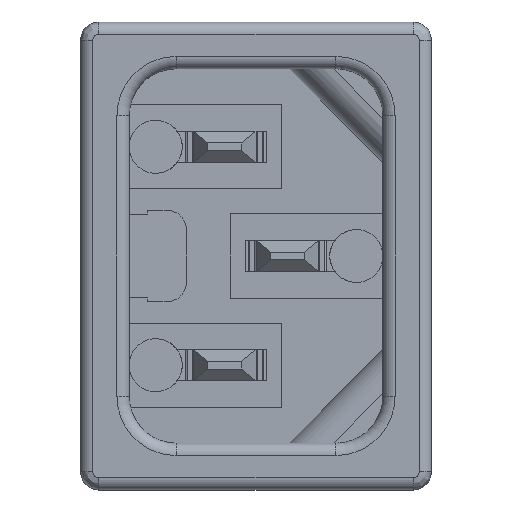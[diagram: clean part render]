
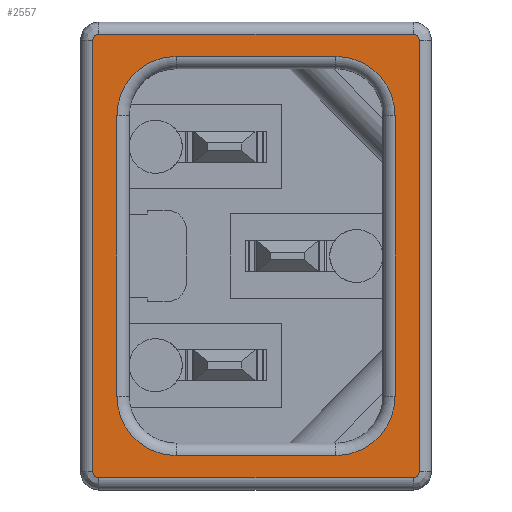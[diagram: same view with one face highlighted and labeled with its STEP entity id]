
A CAD part, front view. The second image highlights one B-rep face of the part: STEP entity #2557.
In plain terms, the highlighted planar face has unit normal (0, -1, 0).
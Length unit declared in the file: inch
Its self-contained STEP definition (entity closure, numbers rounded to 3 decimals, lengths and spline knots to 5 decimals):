
#81 = EDGE_CURVE ( 'NONE', #900, #12225, #6567, .T. ) ;
#313 = LINE ( 'NONE', #11128, #11838 ) ;
#326 = DIRECTION ( 'NONE',  ( 0., -1., 0. ) ) ;
#346 = DIRECTION ( 'NONE',  ( 0., -1., 0. ) ) ;
#429 = DIRECTION ( 'NONE',  ( 0., -1., 0. ) ) ;
#468 = CARTESIAN_POINT ( 'NONE',  ( 0.20177, 0., 0.50354 ) ) ;
#632 = DIRECTION ( 'NONE',  ( 0., -1., 0. ) ) ;
#673 = DIRECTION ( 'NONE',  ( -1., 0., 0. ) ) ;
#900 = VERTEX_POINT ( 'NONE', #8652 ) ;
#951 = ORIENTED_EDGE ( 'NONE', *, *, #81, .T. ) ;
#1138 = LINE ( 'NONE', #10012, #3667 ) ;
#1196 = DIRECTION ( 'NONE',  ( 0., 0., -1. ) ) ;
#1201 = CARTESIAN_POINT ( 'NONE',  ( 0.39685, 0., -0.55945 ) ) ;
#1299 = VERTEX_POINT ( 'NONE', #10662 ) ;
#1532 = LINE ( 'NONE', #3621, #7466 ) ;
#1589 = VERTEX_POINT ( 'NONE', #1201 ) ;
#1749 = CARTESIAN_POINT ( 'NONE',  ( 0.20177, 0., 0.50354 ) ) ;
#1795 = AXIS2_PLACEMENT_3D ( 'NONE', #3771, #4676, #5720 ) ;
#1843 = CARTESIAN_POINT ( 'NONE',  ( -0.39685, 0., -0.55945 ) ) ;
#1878 = CARTESIAN_POINT ( 'NONE',  ( -0.20177, 0., -0.50354 ) ) ;
#1914 = EDGE_CURVE ( 'NONE', #12349, #12225, #8998, .T. ) ;
#2038 = CARTESIAN_POINT ( 'NONE',  ( 0.39685, 0., -0.54449 ) ) ;
#2074 = DIRECTION ( 'NONE',  ( 1., 0., 0. ) ) ;
#2495 = ORIENTED_EDGE ( 'NONE', *, *, #10043, .F. ) ;
#2502 = ORIENTED_EDGE ( 'NONE', *, *, #3899, .F. ) ;
#2557 = ADVANCED_FACE ( 'NONE', ( #8766, #9757 ), #6747, .F. ) ;
#2569 = VERTEX_POINT ( 'NONE', #4813 ) ;
#2722 = DIRECTION ( 'NONE',  ( 1., 0., 0. ) ) ;
#2728 = CARTESIAN_POINT ( 'NONE',  ( 0.20177, 0., -0.50354 ) ) ;
#2929 = ORIENTED_EDGE ( 'NONE', *, *, #1914, .F. ) ;
#3093 = EDGE_CURVE ( 'NONE', #1589, #2569, #12744, .T. ) ;
#3253 = ORIENTED_EDGE ( 'NONE', *, *, #6737, .F. ) ;
#3399 = ORIENTED_EDGE ( 'NONE', *, *, #7096, .F. ) ;
#3547 = EDGE_CURVE ( 'NONE', #10190, #9959, #8651, .T. ) ;
#3621 = CARTESIAN_POINT ( 'NONE',  ( 0.39685, 0., -0.55945 ) ) ;
#3641 = VECTOR ( 'NONE', #10779, 39.37008 ) ;
#3667 = VECTOR ( 'NONE', #4153, 39.37008 ) ;
#3771 = CARTESIAN_POINT ( 'NONE',  ( -0.20177, 0., -0.35433 ) ) ;
#3871 = AXIS2_PLACEMENT_3D ( 'NONE', #11501, #11637, #2722 ) ;
#3899 = EDGE_CURVE ( 'NONE', #4151, #10190, #12561, .T. ) ;
#4035 = ORIENTED_EDGE ( 'NONE', *, *, #7121, .F. ) ;
#4045 = AXIS2_PLACEMENT_3D ( 'NONE', #6490, #4546, #8569 ) ;
#4151 = VERTEX_POINT ( 'NONE', #7196 ) ;
#4153 = DIRECTION ( 'NONE',  ( 0., 0., 1. ) ) ;
#4280 = CIRCLE ( 'NONE', #10730, 0.01496 ) ;
#4354 = DIRECTION ( 'NONE',  ( 1., 0., 0. ) ) ;
#4546 = DIRECTION ( 'NONE',  ( 0., -1., 0. ) ) ;
#4676 = DIRECTION ( 'NONE',  ( 0., -1., 0. ) ) ;
#4710 = ORIENTED_EDGE ( 'NONE', *, *, #11561, .F. ) ;
#4813 = CARTESIAN_POINT ( 'NONE',  ( 0.41181, 0., -0.54449 ) ) ;
#5044 = DIRECTION ( 'NONE',  ( 0., -1., 0. ) ) ;
#5077 = CARTESIAN_POINT ( 'NONE',  ( -0.41181, 0., 0.54449 ) ) ;
#5245 = CARTESIAN_POINT ( 'NONE',  ( 0.20177, 0., -0.35433 ) ) ;
#5408 = LINE ( 'NONE', #6191, #10596 ) ;
#5527 = DIRECTION ( 'NONE',  ( 0., 0., 1. ) ) ;
#5720 = DIRECTION ( 'NONE',  ( -1., 0., 0. ) ) ;
#5766 = VECTOR ( 'NONE', #5527, 39.37008 ) ;
#5867 = ORIENTED_EDGE ( 'NONE', *, *, #6017, .T. ) ;
#6008 = CIRCLE ( 'NONE', #6453, 0.01496 ) ;
#6017 = EDGE_CURVE ( 'NONE', #12349, #8105, #4280, .T. ) ;
#6040 = VERTEX_POINT ( 'NONE', #12113 ) ;
#6113 = CARTESIAN_POINT ( 'NONE',  ( -0.20177, 0., -0.50354 ) ) ;
#6162 = ORIENTED_EDGE ( 'NONE', *, *, #9860, .F. ) ;
#6191 = CARTESIAN_POINT ( 'NONE',  ( -0.35098, 0., 0.35433 ) ) ;
#6244 = ORIENTED_EDGE ( 'NONE', *, *, #11536, .F. ) ;
#6245 = CIRCLE ( 'NONE', #7057, 0.14921 ) ;
#6256 = DIRECTION ( 'NONE',  ( 0., 0., -1. ) ) ;
#6414 = EDGE_CURVE ( 'NONE', #11865, #8323, #12890, .T. ) ;
#6453 = AXIS2_PLACEMENT_3D ( 'NONE', #7765, #10703, #10775 ) ;
#6490 = CARTESIAN_POINT ( 'NONE',  ( 0.20177, 0., 0.35433 ) ) ;
#6567 = CIRCLE ( 'NONE', #8016, 0.01496 ) ;
#6617 = EDGE_CURVE ( 'NONE', #6040, #11865, #9276, .T. ) ;
#6737 = EDGE_CURVE ( 'NONE', #1299, #8105, #1138, .T. ) ;
#6747 = PLANE ( 'NONE',  #3871 ) ;
#6794 = AXIS2_PLACEMENT_3D ( 'NONE', #8641, #632, #11448 ) ;
#6872 = EDGE_LOOP ( 'NONE', ( #5867, #3253, #11330, #6162, #11298, #6244, #951, #2929 ) ) ;
#6993 = CIRCLE ( 'NONE', #6794, 0.14921 ) ;
#7057 = AXIS2_PLACEMENT_3D ( 'NONE', #5245, #346, #1196 ) ;
#7096 = EDGE_CURVE ( 'NONE', #9484, #4151, #9370, .T. ) ;
#7121 = EDGE_CURVE ( 'NONE', #9959, #7502, #6993, .T. ) ;
#7196 = CARTESIAN_POINT ( 'NONE',  ( 0.35098, 0., 0.35433 ) ) ;
#7466 = VECTOR ( 'NONE', #673, 39.37008 ) ;
#7502 = VERTEX_POINT ( 'NONE', #11667 ) ;
#7601 = CARTESIAN_POINT ( 'NONE',  ( 0.35098, 0., -0.35433 ) ) ;
#7676 = CARTESIAN_POINT ( 'NONE',  ( 0.35098, 0., -0.35433 ) ) ;
#7765 = CARTESIAN_POINT ( 'NONE',  ( -0.39685, 0., -0.54449 ) ) ;
#8016 = AXIS2_PLACEMENT_3D ( 'NONE', #12219, #429, #4354 ) ;
#8105 = VERTEX_POINT ( 'NONE', #5077 ) ;
#8323 = VERTEX_POINT ( 'NONE', #2728 ) ;
#8396 = VECTOR ( 'NONE', #9707, 39.37008 ) ;
#8569 = DIRECTION ( 'NONE',  ( 1., 0., 0. ) ) ;
#8641 = CARTESIAN_POINT ( 'NONE',  ( -0.20177, 0., 0.35433 ) ) ;
#8651 = LINE ( 'NONE', #1749, #8396 ) ;
#8652 = CARTESIAN_POINT ( 'NONE',  ( 0.41181, 0., 0.54449 ) ) ;
#8766 = FACE_BOUND ( 'NONE', #12056, .T. ) ;
#8998 = LINE ( 'NONE', #11996, #3641 ) ;
#9007 = CARTESIAN_POINT ( 'NONE',  ( -0.20177, 0., 0.50354 ) ) ;
#9069 = DIRECTION ( 'NONE',  ( 0., 0., -1. ) ) ;
#9264 = ORIENTED_EDGE ( 'NONE', *, *, #3547, .F. ) ;
#9276 = CIRCLE ( 'NONE', #1795, 0.14921 ) ;
#9370 = LINE ( 'NONE', #7601, #5766 ) ;
#9484 = VERTEX_POINT ( 'NONE', #7676 ) ;
#9707 = DIRECTION ( 'NONE',  ( -1., 0., 0. ) ) ;
#9757 = FACE_OUTER_BOUND ( 'NONE', #6872, .T. ) ;
#9860 = EDGE_CURVE ( 'NONE', #1589, #10885, #1532, .T. ) ;
#9959 = VERTEX_POINT ( 'NONE', #9007 ) ;
#9985 = CARTESIAN_POINT ( 'NONE',  ( -0.39685, 0., 0.54449 ) ) ;
#10012 = CARTESIAN_POINT ( 'NONE',  ( -0.41181, 0., -0.54449 ) ) ;
#10043 = EDGE_CURVE ( 'NONE', #8323, #9484, #6245, .T. ) ;
#10057 = ORIENTED_EDGE ( 'NONE', *, *, #6414, .F. ) ;
#10107 = DIRECTION ( 'NONE',  ( 0., 0., 1. ) ) ;
#10190 = VERTEX_POINT ( 'NONE', #468 ) ;
#10441 = EDGE_CURVE ( 'NONE', #1299, #10885, #6008, .T. ) ;
#10596 = VECTOR ( 'NONE', #6256, 39.37008 ) ;
#10662 = CARTESIAN_POINT ( 'NONE',  ( -0.41181, 0., -0.54449 ) ) ;
#10703 = DIRECTION ( 'NONE',  ( 0., -1., 0. ) ) ;
#10730 = AXIS2_PLACEMENT_3D ( 'NONE', #9985, #326, #10107 ) ;
#10775 = DIRECTION ( 'NONE',  ( -1., 0., 0. ) ) ;
#10779 = DIRECTION ( 'NONE',  ( 1., 0., 0. ) ) ;
#10885 = VERTEX_POINT ( 'NONE', #1843 ) ;
#11128 = CARTESIAN_POINT ( 'NONE',  ( 0.41181, 0., 0.54449 ) ) ;
#11150 = CARTESIAN_POINT ( 'NONE',  ( 0.39685, 0., 0.55945 ) ) ;
#11278 = CARTESIAN_POINT ( 'NONE',  ( -0.39685, 0., 0.55945 ) ) ;
#11298 = ORIENTED_EDGE ( 'NONE', *, *, #3093, .T. ) ;
#11330 = ORIENTED_EDGE ( 'NONE', *, *, #10441, .T. ) ;
#11448 = DIRECTION ( 'NONE',  ( 0., 0., 1. ) ) ;
#11501 = CARTESIAN_POINT ( 'NONE',  ( 0., 0., 0. ) ) ;
#11536 = EDGE_CURVE ( 'NONE', #900, #2569, #313, .T. ) ;
#11561 = EDGE_CURVE ( 'NONE', #7502, #6040, #5408, .T. ) ;
#11637 = DIRECTION ( 'NONE',  ( 0., 1., 0. ) ) ;
#11667 = CARTESIAN_POINT ( 'NONE',  ( -0.35098, 0., 0.35433 ) ) ;
#11838 = VECTOR ( 'NONE', #12100, 39.37008 ) ;
#11865 = VERTEX_POINT ( 'NONE', #1878 ) ;
#11996 = CARTESIAN_POINT ( 'NONE',  ( -0.39685, 0., 0.55945 ) ) ;
#12056 = EDGE_LOOP ( 'NONE', ( #12457, #4710, #4035, #9264, #2502, #3399, #2495, #10057 ) ) ;
#12100 = DIRECTION ( 'NONE',  ( 0., 0., -1. ) ) ;
#12113 = CARTESIAN_POINT ( 'NONE',  ( -0.35098, 0., -0.35433 ) ) ;
#12122 = AXIS2_PLACEMENT_3D ( 'NONE', #2038, #5044, #9069 ) ;
#12219 = CARTESIAN_POINT ( 'NONE',  ( 0.39685, 0., 0.54449 ) ) ;
#12225 = VERTEX_POINT ( 'NONE', #11150 ) ;
#12349 = VERTEX_POINT ( 'NONE', #11278 ) ;
#12457 = ORIENTED_EDGE ( 'NONE', *, *, #6617, .F. ) ;
#12561 = CIRCLE ( 'NONE', #4045, 0.14921 ) ;
#12597 = VECTOR ( 'NONE', #2074, 39.37008 ) ;
#12744 = CIRCLE ( 'NONE', #12122, 0.01496 ) ;
#12890 = LINE ( 'NONE', #6113, #12597 ) ;
